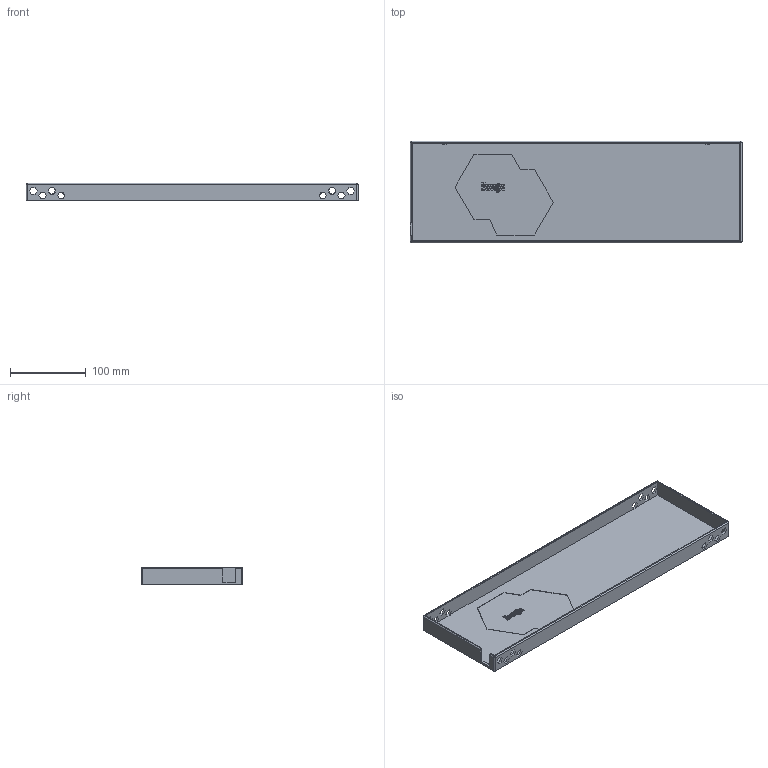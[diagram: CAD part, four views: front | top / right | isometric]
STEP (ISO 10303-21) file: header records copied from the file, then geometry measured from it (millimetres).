
FILE_DESCRIPTION(/* description */ (''),/* implementation_level */ '2;1');
FILE_NAME(/* name */ 'Cat-Pad_BOT.step',/* time_stamp */ '2025-08-06T01:31:15-04:00',/* author */ (''),/* organization */ (''),/* preprocessor_version */ 'ST-DEVELOPER v20.1',/* originating_system */ 'Autodesk Translation Framework v14.10.0.0',/* authorisation */ '');
FILE_SCHEMA (('AUTOMOTIVE_DESIGN { 1 0 10303 214 3 1 1 }'));
Length unit declared in the file: millimetre
Products named in the file (2): 2025-07-30-20-54-16-307; 2025-07-30-21-53-34-026
Assembly tree (1 placements, depth 2):
  2025-07-30-20-54-16-307
    2025-07-30-21-53-34-026
Bounding box: 438.98 x 134.41 x 23.1 mm (x, y, z)
Volume: 178888.4 mm3; surface area: 166578.6 mm2
Topology: 9 solids, 9 shells, 520 faces, 1452 edges, 964 vertices
Faces by surface type: plane 277, bspline 230, cylinder 9, sphere 4
Entity records: 18945 total; most frequent: CARTESIAN_POINT 7021, ORIENTED_EDGE 2904, DIRECTION 1596, EDGE_CURVE 1452, LINE 974, VECTOR 974, VERTEX_POINT 964, EDGE_LOOP 578
